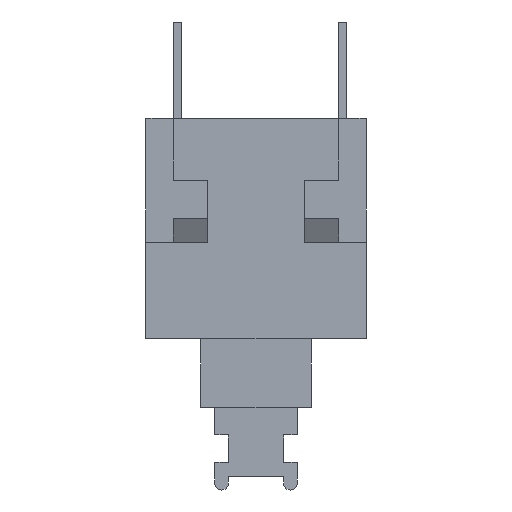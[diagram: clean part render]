
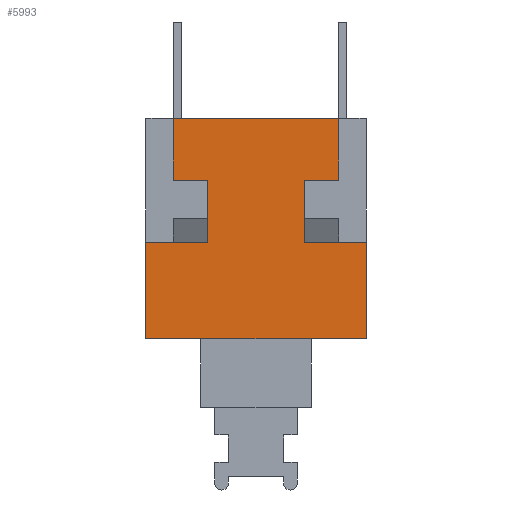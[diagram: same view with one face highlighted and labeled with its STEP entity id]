
A CAD part, left-side view. The second image highlights one B-rep face of the part: STEP entity #5993.
In plain terms, the highlighted face is planar.
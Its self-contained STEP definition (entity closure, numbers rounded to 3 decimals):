
#5331=CARTESIAN_POINT('',(1.75,-4.0,-1.75));
#5332=VERTEX_POINT('',#5331);
#5339=CARTESIAN_POINT('',(3.,-4.,-1.75));
#5340=VERTEX_POINT('',#5339);
#5341=CARTESIAN_POINT('',(3.,-4.,-1.75));
#5342=DIRECTION('',(-1.0,0.0,0.0));
#5343=VECTOR('',#5342,1.25);
#5344=LINE('',#5341,#5343);
#5345=EDGE_CURVE('',#5340,#5332,#5344,.T.);
#5400=CARTESIAN_POINT('',(1.75,-4.0,0.5));
#5401=VERTEX_POINT('',#5400);
#5408=CARTESIAN_POINT('',(1.75,-4.0,-1.75));
#5409=DIRECTION('',(0.0,0.0,1.0));
#5410=VECTOR('',#5409,2.25);
#5411=LINE('',#5408,#5410);
#5412=EDGE_CURVE('',#5332,#5401,#5411,.T.);
#5463=CARTESIAN_POINT('',(3.,-4.0,-4.0));
#5464=VERTEX_POINT('',#5463);
#5465=CARTESIAN_POINT('',(3.,-4.0,-4.0));
#5466=DIRECTION('',(0.0,0.0,1.0));
#5467=VECTOR('',#5466,2.25);
#5468=LINE('',#5465,#5467);
#5469=EDGE_CURVE('',#5464,#5340,#5468,.T.);
#5516=CARTESIAN_POINT('',(4.,-4.0,0.5));
#5517=VERTEX_POINT('',#5516);
#5524=CARTESIAN_POINT('',(1.75,-4.0,0.5));
#5525=DIRECTION('',(1.0,0.0,0.0));
#5526=VECTOR('',#5525,2.25);
#5527=LINE('',#5524,#5526);
#5528=EDGE_CURVE('',#5401,#5517,#5527,.T.);
#5651=CARTESIAN_POINT('',(-1.75,-4.0,0.5));
#5652=VERTEX_POINT('',#5651);
#5659=CARTESIAN_POINT('',(-4.,-4.0,0.5));
#5660=VERTEX_POINT('',#5659);
#5661=CARTESIAN_POINT('',(-4.,-4.0,0.5));
#5662=DIRECTION('',(1.0,0.0,0.0));
#5663=VECTOR('',#5662,2.25);
#5664=LINE('',#5661,#5663);
#5665=EDGE_CURVE('',#5660,#5652,#5664,.T.);
#5712=CARTESIAN_POINT('',(-1.75,-4.0,-1.75));
#5713=VERTEX_POINT('',#5712);
#5720=CARTESIAN_POINT('',(-1.75,-4.0,0.5));
#5721=DIRECTION('',(0.0,0.0,-1.0));
#5722=VECTOR('',#5721,2.25);
#5723=LINE('',#5720,#5722);
#5724=EDGE_CURVE('',#5652,#5713,#5723,.T.);
#5743=CARTESIAN_POINT('',(-3.,-4.,-1.75));
#5744=VERTEX_POINT('',#5743);
#5751=CARTESIAN_POINT('',(-1.75,-4.0,-1.75));
#5752=DIRECTION('',(-1.0,0.0,0.0));
#5753=VECTOR('',#5752,1.25);
#5754=LINE('',#5751,#5753);
#5755=EDGE_CURVE('',#5713,#5744,#5754,.T.);
#5774=CARTESIAN_POINT('',(-3.,-4.0,-4.0));
#5775=VERTEX_POINT('',#5774);
#5782=CARTESIAN_POINT('',(-3.,-4.,-1.75));
#5783=DIRECTION('',(0.0,0.0,-1.0));
#5784=VECTOR('',#5783,2.25);
#5785=LINE('',#5782,#5784);
#5786=EDGE_CURVE('',#5744,#5775,#5785,.T.);
#5888=CARTESIAN_POINT('',(-3.,-4.0,-4.0));
#5889=DIRECTION('',(1.0,0.0,0.0));
#5890=VECTOR('',#5889,6.);
#5891=LINE('',#5888,#5890);
#5892=EDGE_CURVE('',#5775,#5464,#5891,.T.);
#5944=CARTESIAN_POINT('',(-4.,-4.0,4.0));
#5945=VERTEX_POINT('',#5944);
#5946=CARTESIAN_POINT('',(-4.,-4.0,4.0));
#5947=DIRECTION('',(0.0,0.0,-1.0));
#5948=VECTOR('',#5947,3.5);
#5949=LINE('',#5946,#5948);
#5950=EDGE_CURVE('',#5945,#5660,#5949,.T.);
#5962=CARTESIAN_POINT('',(4.,-4.0,0.0));
#5963=DIRECTION('',(0.0,-1.0,0.0));
#5964=DIRECTION('',(0.0,0.0,-1.0));
#5965=AXIS2_PLACEMENT_3D('',#5962,#5963,#5964);
#5966=PLANE('',#5965);
#5967=ORIENTED_EDGE('',*,*,#5469,.T.);
#5968=ORIENTED_EDGE('',*,*,#5345,.T.);
#5969=ORIENTED_EDGE('',*,*,#5412,.T.);
#5970=ORIENTED_EDGE('',*,*,#5528,.T.);
#5971=CARTESIAN_POINT('',(4.,-4.0,4.0));
#5972=VERTEX_POINT('',#5971);
#5973=CARTESIAN_POINT('',(4.,-4.0,0.5));
#5974=DIRECTION('',(0.0,0.0,1.0));
#5975=VECTOR('',#5974,3.5);
#5976=LINE('',#5973,#5975);
#5977=EDGE_CURVE('',#5517,#5972,#5976,.T.);
#5978=ORIENTED_EDGE('',*,*,#5977,.T.);
#5979=CARTESIAN_POINT('',(4.,-4.0,4.0));
#5980=DIRECTION('',(-1.0,0.0,0.0));
#5981=VECTOR('',#5980,8.0);
#5982=LINE('',#5979,#5981);
#5983=EDGE_CURVE('',#5972,#5945,#5982,.T.);
#5984=ORIENTED_EDGE('',*,*,#5983,.T.);
#5985=ORIENTED_EDGE('',*,*,#5950,.T.);
#5986=ORIENTED_EDGE('',*,*,#5665,.T.);
#5987=ORIENTED_EDGE('',*,*,#5724,.T.);
#5988=ORIENTED_EDGE('',*,*,#5755,.T.);
#5989=ORIENTED_EDGE('',*,*,#5786,.T.);
#5990=ORIENTED_EDGE('',*,*,#5892,.T.);
#5991=EDGE_LOOP('',(#5967,#5968,#5969,#5970,#5978,#5984,#5985,#5986,#5987,#5988,#5989,#5990));
#5992=FACE_OUTER_BOUND('',#5991,.T.);
#5993=ADVANCED_FACE('',(#5992),#5966,.T.);
